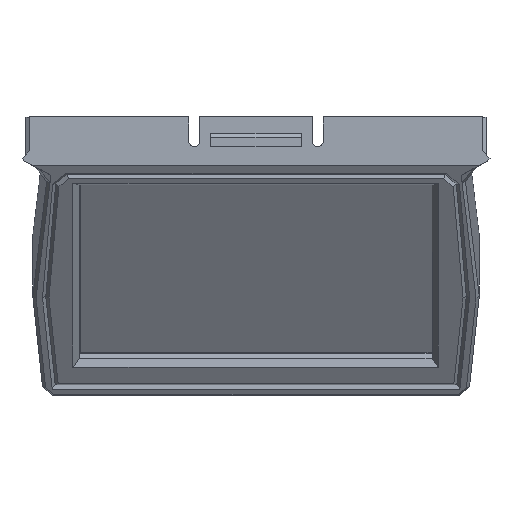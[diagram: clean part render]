
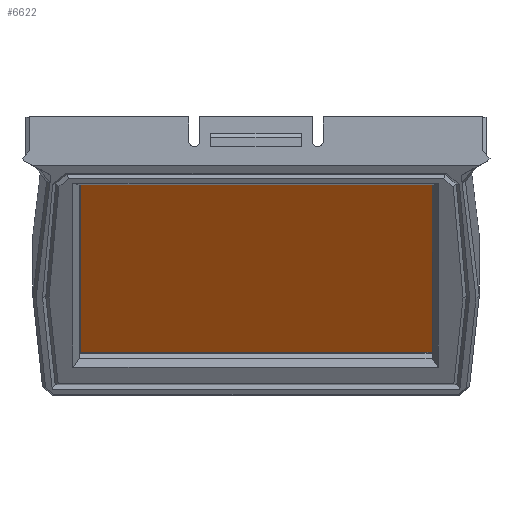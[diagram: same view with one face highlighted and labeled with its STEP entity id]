
A CAD part, top view. The second image highlights one B-rep face of the part: STEP entity #6622.
In plain terms, the highlighted planar face has unit normal (0, -0.574, 0.819).
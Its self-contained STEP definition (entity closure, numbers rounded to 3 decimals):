
#297=FACE_OUTER_BOUND('',#685,.T.);
#685=EDGE_LOOP('',(#4598,#4599,#4600,#4601));
#1136=LINE('',#9570,#1993);
#1140=LINE('',#9577,#1997);
#1143=LINE('',#9583,#2000);
#1145=LINE('',#9586,#2002);
#1993=VECTOR('',#7743,10.);
#1997=VECTOR('',#7749,10.);
#2000=VECTOR('',#7754,10.);
#2002=VECTOR('',#7758,10.);
#2844=VERTEX_POINT('',#9567);
#2845=VERTEX_POINT('',#9569);
#2847=VERTEX_POINT('',#9575);
#2849=VERTEX_POINT('',#9581);
#3506=EDGE_CURVE('',#2844,#2845,#1136,.T.);
#3510=EDGE_CURVE('',#2847,#2844,#1140,.T.);
#3513=EDGE_CURVE('',#2849,#2847,#1143,.T.);
#3515=EDGE_CURVE('',#2845,#2849,#1145,.T.);
#4598=ORIENTED_EDGE('',*,*,#3515,.F.);
#4599=ORIENTED_EDGE('',*,*,#3506,.F.);
#4600=ORIENTED_EDGE('',*,*,#3510,.F.);
#4601=ORIENTED_EDGE('',*,*,#3513,.F.);
#6287=PLANE('',#7069);
#6622=ADVANCED_FACE('',(#297),#6287,.F.);
#7069=AXIS2_PLACEMENT_3D('',#9587,#7759,#7760);
#7743=DIRECTION('',(0.,-0.819,-0.574));
#7749=DIRECTION('',(1.,0.,0.));
#7754=DIRECTION('',(0.,0.819,0.574));
#7758=DIRECTION('',(-1.,0.,0.));
#7759=DIRECTION('center_axis',(0.,0.574,-0.819));
#7760=DIRECTION('ref_axis',(-1.,0.,0.));
#9567=CARTESIAN_POINT('',(123.712,48.946,57.147));
#9569=CARTESIAN_POINT('',(123.712,-4.258,19.893));
#9570=CARTESIAN_POINT('',(123.712,48.946,57.147));
#9575=CARTESIAN_POINT('',(14.912,48.946,57.147));
#9577=CARTESIAN_POINT('',(14.912,48.946,57.147));
#9581=CARTESIAN_POINT('',(14.912,-4.258,19.893));
#9583=CARTESIAN_POINT('',(14.912,-4.258,19.893));
#9586=CARTESIAN_POINT('',(123.712,-4.258,19.893));
#9587=CARTESIAN_POINT('Origin',(69.312,22.344,38.52));
